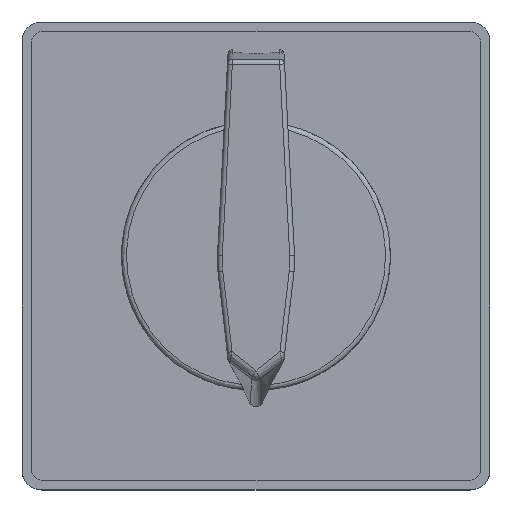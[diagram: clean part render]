
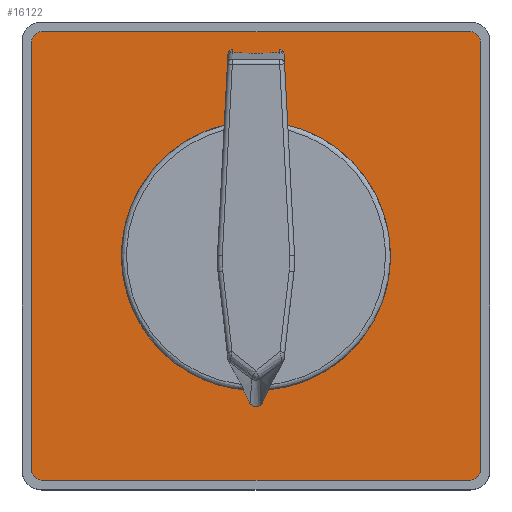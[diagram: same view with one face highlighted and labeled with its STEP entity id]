
A CAD part, top view. The second image highlights one B-rep face of the part: STEP entity #16122.
In plain terms, the highlighted planar face has unit normal (0, 0, 1).
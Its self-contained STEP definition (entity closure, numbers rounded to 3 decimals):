
#20 = DIRECTION ( 'NONE',  ( 0., 0., 1. ) ) ;
#524 = EDGE_CURVE ( 'NONE', #10296, #1093, #4444, .T. ) ;
#685 = CARTESIAN_POINT ( 'NONE',  ( 22., 23., 3.5 ) ) ;
#1093 = VERTEX_POINT ( 'NONE', #9658 ) ;
#1152 = CARTESIAN_POINT ( 'NONE',  ( -12.3, 0., 3.5 ) ) ;
#1195 = CIRCLE ( 'NONE', #8225, 12.3 ) ;
#1200 = DIRECTION ( 'NONE',  ( 0., 0., 1. ) ) ;
#1278 = DIRECTION ( 'NONE',  ( 1., 0., 0. ) ) ;
#1499 = ORIENTED_EDGE ( 'NONE', *, *, #16517, .T. ) ;
#1582 = DIRECTION ( 'NONE',  ( 1., 0., 0. ) ) ;
#1735 = CIRCLE ( 'NONE', #9292, 1. ) ;
#1993 = EDGE_LOOP ( 'NONE', ( #4439, #1499, #7206, #6034, #16361, #2905, #9123, #8377 ) ) ;
#2225 = CARTESIAN_POINT ( 'NONE',  ( 22., -23., 3.5 ) ) ;
#2294 = CIRCLE ( 'NONE', #6863, 1. ) ;
#2377 = CARTESIAN_POINT ( 'NONE',  ( 22., 23., 3.5 ) ) ;
#2510 = VERTEX_POINT ( 'NONE', #2788 ) ;
#2788 = CARTESIAN_POINT ( 'NONE',  ( -23., -22., 3.5 ) ) ;
#2883 = DIRECTION ( 'NONE',  ( 1., 0., 0. ) ) ;
#2905 = ORIENTED_EDGE ( 'NONE', *, *, #3284, .T. ) ;
#2925 = FACE_BOUND ( 'NONE', #7143, .T. ) ;
#3284 = EDGE_CURVE ( 'NONE', #12716, #9262, #14213, .T. ) ;
#3390 = CARTESIAN_POINT ( 'NONE',  ( -22., -22., 3.5 ) ) ;
#3508 = VERTEX_POINT ( 'NONE', #14719 ) ;
#3796 = VERTEX_POINT ( 'NONE', #1152 ) ;
#4439 = ORIENTED_EDGE ( 'NONE', *, *, #7807, .T. ) ;
#4444 = LINE ( 'NONE', #15971, #7731 ) ;
#4720 = AXIS2_PLACEMENT_3D ( 'NONE', #6546, #5292, #11661 ) ;
#4836 = DIRECTION ( 'NONE',  ( 1., 0., 0. ) ) ;
#4935 = CARTESIAN_POINT ( 'NONE',  ( 12.3, 0., 3.5 ) ) ;
#5185 = CIRCLE ( 'NONE', #14394, 12.3 ) ;
#5238 = AXIS2_PLACEMENT_3D ( 'NONE', #11959, #11876, #12211 ) ;
#5250 = ORIENTED_EDGE ( 'NONE', *, *, #5523, .F. ) ;
#5292 = DIRECTION ( 'NONE',  ( 0., 0., 1. ) ) ;
#5515 = VECTOR ( 'NONE', #11016, 1000. ) ;
#5523 = EDGE_CURVE ( 'NONE', #15262, #3796, #1195, .T. ) ;
#6034 = ORIENTED_EDGE ( 'NONE', *, *, #9988, .T. ) ;
#6075 = DIRECTION ( 'NONE',  ( 0., 0., 1. ) ) ;
#6174 = CARTESIAN_POINT ( 'NONE',  ( 22., 22., 3.5 ) ) ;
#6462 = PLANE ( 'NONE',  #4720 ) ;
#6546 = CARTESIAN_POINT ( 'NONE',  ( 22., 22., 3.5 ) ) ;
#6684 = CARTESIAN_POINT ( 'NONE',  ( -23., 22., 3.5 ) ) ;
#6863 = AXIS2_PLACEMENT_3D ( 'NONE', #13389, #20, #2883 ) ;
#7143 = EDGE_LOOP ( 'NONE', ( #11574, #5250 ) ) ;
#7206 = ORIENTED_EDGE ( 'NONE', *, *, #16268, .T. ) ;
#7605 = EDGE_CURVE ( 'NONE', #9262, #10296, #9572, .T. ) ;
#7640 = VERTEX_POINT ( 'NONE', #6684 ) ;
#7731 = VECTOR ( 'NONE', #16148, 1000. ) ;
#7807 = EDGE_CURVE ( 'NONE', #1093, #16620, #11122, .T. ) ;
#8225 = AXIS2_PLACEMENT_3D ( 'NONE', #12379, #13398, #8558 ) ;
#8376 = LINE ( 'NONE', #685, #5515 ) ;
#8377 = ORIENTED_EDGE ( 'NONE', *, *, #524, .T. ) ;
#8545 = DIRECTION ( 'NONE',  ( 1., 0., 0. ) ) ;
#8558 = DIRECTION ( 'NONE',  ( 1., 0., 0. ) ) ;
#9123 = ORIENTED_EDGE ( 'NONE', *, *, #7605, .T. ) ;
#9262 = VERTEX_POINT ( 'NONE', #2225 ) ;
#9292 = AXIS2_PLACEMENT_3D ( 'NONE', #3390, #6075, #8545 ) ;
#9521 = EDGE_CURVE ( 'NONE', #3796, #15262, #5185, .T. ) ;
#9533 = AXIS2_PLACEMENT_3D ( 'NONE', #6174, #16535, #4836 ) ;
#9572 = CIRCLE ( 'NONE', #5238, 1. ) ;
#9658 = CARTESIAN_POINT ( 'NONE',  ( 23., 22., 3.5 ) ) ;
#9988 = EDGE_CURVE ( 'NONE', #7640, #2510, #11440, .T. ) ;
#10296 = VERTEX_POINT ( 'NONE', #13769 ) ;
#11016 = DIRECTION ( 'NONE',  ( -1., 0., 0. ) ) ;
#11122 = CIRCLE ( 'NONE', #9533, 1. ) ;
#11440 = LINE ( 'NONE', #16610, #12768 ) ;
#11528 = CARTESIAN_POINT ( 'NONE',  ( -22., -23., 3.5 ) ) ;
#11574 = ORIENTED_EDGE ( 'NONE', *, *, #9521, .F. ) ;
#11661 = DIRECTION ( 'NONE',  ( 1., 0., 0. ) ) ;
#11876 = DIRECTION ( 'NONE',  ( 0., 0., 1. ) ) ;
#11959 = CARTESIAN_POINT ( 'NONE',  ( 22., -22., 3.5 ) ) ;
#12211 = DIRECTION ( 'NONE',  ( 1., 0., 0. ) ) ;
#12379 = CARTESIAN_POINT ( 'NONE',  ( 0., 0., 3.5 ) ) ;
#12716 = VERTEX_POINT ( 'NONE', #11528 ) ;
#12768 = VECTOR ( 'NONE', #12789, 1000. ) ;
#12789 = DIRECTION ( 'NONE',  ( 0., -1., 0. ) ) ;
#12808 = CARTESIAN_POINT ( 'NONE',  ( 0., 0., 3.5 ) ) ;
#13002 = FACE_OUTER_BOUND ( 'NONE', #1993, .T. ) ;
#13194 = CARTESIAN_POINT ( 'NONE',  ( -22., -23., 3.5 ) ) ;
#13389 = CARTESIAN_POINT ( 'NONE',  ( -22., 22., 3.5 ) ) ;
#13398 = DIRECTION ( 'NONE',  ( 0., 0., 1. ) ) ;
#13769 = CARTESIAN_POINT ( 'NONE',  ( 23., -22., 3.5 ) ) ;
#14213 = LINE ( 'NONE', #13194, #15202 ) ;
#14394 = AXIS2_PLACEMENT_3D ( 'NONE', #12808, #1200, #1278 ) ;
#14719 = CARTESIAN_POINT ( 'NONE',  ( -22., 23., 3.5 ) ) ;
#15202 = VECTOR ( 'NONE', #1582, 1000. ) ;
#15262 = VERTEX_POINT ( 'NONE', #4935 ) ;
#15506 = EDGE_CURVE ( 'NONE', #2510, #12716, #1735, .T. ) ;
#15971 = CARTESIAN_POINT ( 'NONE',  ( 23., -22., 3.5 ) ) ;
#16122 = ADVANCED_FACE ( 'NONE', ( #13002, #2925 ), #6462, .T. ) ;
#16148 = DIRECTION ( 'NONE',  ( 0., 1., 0. ) ) ;
#16268 = EDGE_CURVE ( 'NONE', #3508, #7640, #2294, .T. ) ;
#16361 = ORIENTED_EDGE ( 'NONE', *, *, #15506, .T. ) ;
#16517 = EDGE_CURVE ( 'NONE', #16620, #3508, #8376, .T. ) ;
#16535 = DIRECTION ( 'NONE',  ( 0., 0., 1. ) ) ;
#16610 = CARTESIAN_POINT ( 'NONE',  ( -23., 22., 3.5 ) ) ;
#16620 = VERTEX_POINT ( 'NONE', #2377 ) ;
